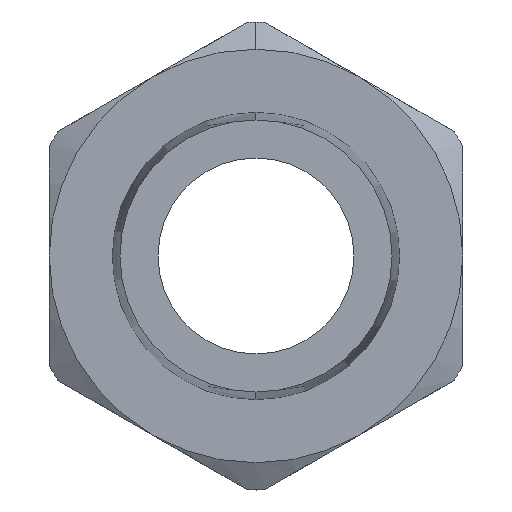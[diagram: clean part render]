
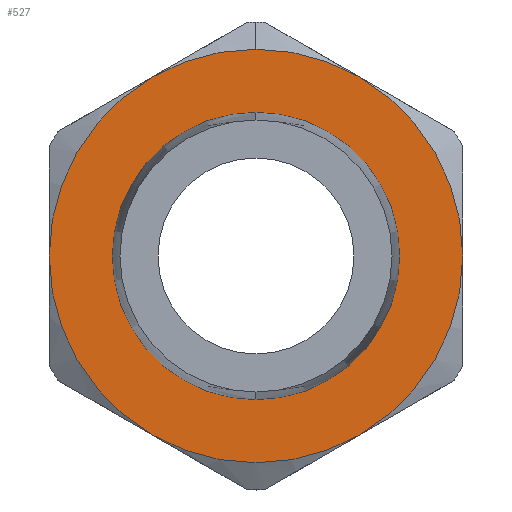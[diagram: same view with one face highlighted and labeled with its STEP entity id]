
A CAD part, left-side view. The second image highlights one B-rep face of the part: STEP entity #527.
In plain terms, the highlighted planar face has unit normal (-1, 0, 0).
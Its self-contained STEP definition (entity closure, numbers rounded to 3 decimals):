
#29 = CIRCLE ( 'NONE', #1186, 19. ) ;
#38 = CARTESIAN_POINT ( 'NONE',  ( 13.5, 9.5, -16.454 ) ) ;
#51 = DIRECTION ( 'NONE',  ( 0., 0., -1. ) ) ;
#69 = EDGE_CURVE ( 'NONE', #919, #101, #786, .T. ) ;
#101 = VERTEX_POINT ( 'NONE', #38 ) ;
#139 = DIRECTION ( 'NONE',  ( 0., 0., 1. ) ) ;
#174 = VERTEX_POINT ( 'NONE', #462 ) ;
#188 = EDGE_CURVE ( 'NONE', #657, #1076, #339, .T. ) ;
#194 = CIRCLE ( 'NONE', #1182, 13.2 ) ;
#195 = DIRECTION ( 'NONE',  ( 1., 0., 0. ) ) ;
#197 = ORIENTED_EDGE ( 'NONE', *, *, #685, .F. ) ;
#214 = AXIS2_PLACEMENT_3D ( 'NONE', #1217, #740, #139 ) ;
#215 = ORIENTED_EDGE ( 'NONE', *, *, #1251, .F. ) ;
#261 = CARTESIAN_POINT ( 'NONE',  ( 13.5, 0., 0. ) ) ;
#264 = EDGE_CURVE ( 'NONE', #1148, #594, #759, .T. ) ;
#311 = CARTESIAN_POINT ( 'NONE',  ( 13.5, 19., 0. ) ) ;
#339 = CIRCLE ( 'NONE', #606, 13.2 ) ;
#357 = DIRECTION ( 'NONE',  ( 0., 0., -1. ) ) ;
#359 = EDGE_CURVE ( 'NONE', #174, #1065, #1168, .T. ) ;
#382 = DIRECTION ( 'NONE',  ( 1., 0., 0. ) ) ;
#383 = CARTESIAN_POINT ( 'NONE',  ( 13.5, 0., 0. ) ) ;
#409 = CARTESIAN_POINT ( 'NONE',  ( 13.5, 0., 0. ) ) ;
#412 = DIRECTION ( 'NONE',  ( 0., 0., 1. ) ) ;
#445 = AXIS2_PLACEMENT_3D ( 'NONE', #960, #1129, #51 ) ;
#457 = DIRECTION ( 'NONE',  ( 0., 0., 1. ) ) ;
#462 = CARTESIAN_POINT ( 'NONE',  ( 13.5, -9.5, 16.454 ) ) ;
#468 = FACE_OUTER_BOUND ( 'NONE', #838, .T. ) ;
#470 = EDGE_CURVE ( 'NONE', #594, #174, #29, .T. ) ;
#471 = ORIENTED_EDGE ( 'NONE', *, *, #794, .T. ) ;
#502 = VERTEX_POINT ( 'NONE', #311 ) ;
#527 = ADVANCED_FACE ( 'NONE', ( #1074, #468 ), #987, .F. ) ;
#545 = ORIENTED_EDGE ( 'NONE', *, *, #188, .F. ) ;
#573 = CARTESIAN_POINT ( 'NONE',  ( 13.5, 0., 13.2 ) ) ;
#576 = ORIENTED_EDGE ( 'NONE', *, *, #69, .F. ) ;
#585 = AXIS2_PLACEMENT_3D ( 'NONE', #1177, #1269, #700 ) ;
#591 = EDGE_CURVE ( 'NONE', #1076, #657, #194, .T. ) ;
#594 = VERTEX_POINT ( 'NONE', #835 ) ;
#606 = AXIS2_PLACEMENT_3D ( 'NONE', #1040, #671, #457 ) ;
#637 = ORIENTED_EDGE ( 'NONE', *, *, #359, .F. ) ;
#652 = CARTESIAN_POINT ( 'NONE',  ( 13.5, -9.5, -16.454 ) ) ;
#657 = VERTEX_POINT ( 'NONE', #573 ) ;
#671 = DIRECTION ( 'NONE',  ( -1., 0., 0. ) ) ;
#685 = EDGE_CURVE ( 'NONE', #101, #502, #773, .T. ) ;
#700 = DIRECTION ( 'NONE',  ( 0., 0., -1. ) ) ;
#715 = CARTESIAN_POINT ( 'NONE',  ( 13.5, 0., 0. ) ) ;
#728 = CARTESIAN_POINT ( 'NONE',  ( 13.5, 9.5, 16.454 ) ) ;
#740 = DIRECTION ( 'NONE',  ( -1., 0., 0. ) ) ;
#744 = CARTESIAN_POINT ( 'NONE',  ( 13.5, 0., -13.2 ) ) ;
#759 = CIRCLE ( 'NONE', #965, 19. ) ;
#773 = CIRCLE ( 'NONE', #912, 19. ) ;
#786 = CIRCLE ( 'NONE', #1164, 19. ) ;
#794 = EDGE_CURVE ( 'NONE', #1148, #502, #1069, .T. ) ;
#796 = EDGE_LOOP ( 'NONE', ( #1017, #545 ) ) ;
#835 = CARTESIAN_POINT ( 'NONE',  ( 13.5, 0., 19. ) ) ;
#838 = EDGE_LOOP ( 'NONE', ( #197, #576, #215, #637, #1263, #1194, #471 ) ) ;
#853 = CIRCLE ( 'NONE', #445, 19. ) ;
#886 = DIRECTION ( 'NONE',  ( 0., 0., -1. ) ) ;
#912 = AXIS2_PLACEMENT_3D ( 'NONE', #409, #1188, #1098 ) ;
#919 = VERTEX_POINT ( 'NONE', #652 ) ;
#960 = CARTESIAN_POINT ( 'NONE',  ( 13.5, 0., 0. ) ) ;
#965 = AXIS2_PLACEMENT_3D ( 'NONE', #261, #1151, #357 ) ;
#974 = DIRECTION ( 'NONE',  ( 0., 0., -1. ) ) ;
#987 = PLANE ( 'NONE',  #585 ) ;
#991 = DIRECTION ( 'NONE',  ( 0., 0., -1. ) ) ;
#1017 = ORIENTED_EDGE ( 'NONE', *, *, #591, .F. ) ;
#1040 = CARTESIAN_POINT ( 'NONE',  ( 13.5, 0., 0. ) ) ;
#1044 = AXIS2_PLACEMENT_3D ( 'NONE', #1257, #382, #974 ) ;
#1065 = VERTEX_POINT ( 'NONE', #1203 ) ;
#1069 = CIRCLE ( 'NONE', #214, 19. ) ;
#1074 = FACE_BOUND ( 'NONE', #796, .T. ) ;
#1076 = VERTEX_POINT ( 'NONE', #744 ) ;
#1092 = CARTESIAN_POINT ( 'NONE',  ( 13.5, 0., 0. ) ) ;
#1098 = DIRECTION ( 'NONE',  ( 0., 0., -1. ) ) ;
#1114 = DIRECTION ( 'NONE',  ( -1., 0., 0. ) ) ;
#1129 = DIRECTION ( 'NONE',  ( 1., 0., 0. ) ) ;
#1148 = VERTEX_POINT ( 'NONE', #728 ) ;
#1151 = DIRECTION ( 'NONE',  ( 1., 0., 0. ) ) ;
#1164 = AXIS2_PLACEMENT_3D ( 'NONE', #383, #195, #886 ) ;
#1168 = CIRCLE ( 'NONE', #1044, 19. ) ;
#1177 = CARTESIAN_POINT ( 'NONE',  ( 13.5, 13.2, 0. ) ) ;
#1182 = AXIS2_PLACEMENT_3D ( 'NONE', #715, #1114, #412 ) ;
#1183 = DIRECTION ( 'NONE',  ( 1., 0., 0. ) ) ;
#1186 = AXIS2_PLACEMENT_3D ( 'NONE', #1092, #1183, #991 ) ;
#1188 = DIRECTION ( 'NONE',  ( 1., 0., 0. ) ) ;
#1194 = ORIENTED_EDGE ( 'NONE', *, *, #264, .F. ) ;
#1203 = CARTESIAN_POINT ( 'NONE',  ( 13.5, -19., 0. ) ) ;
#1217 = CARTESIAN_POINT ( 'NONE',  ( 13.5, 0., 0. ) ) ;
#1251 = EDGE_CURVE ( 'NONE', #1065, #919, #853, .T. ) ;
#1257 = CARTESIAN_POINT ( 'NONE',  ( 13.5, 0., 0. ) ) ;
#1263 = ORIENTED_EDGE ( 'NONE', *, *, #470, .F. ) ;
#1269 = DIRECTION ( 'NONE',  ( 1., 0., 0. ) ) ;
